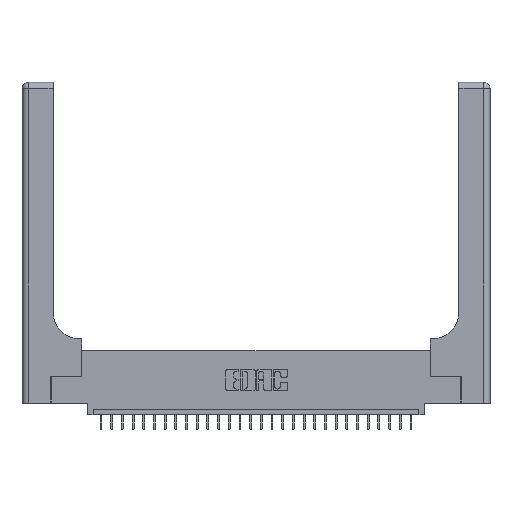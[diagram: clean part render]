
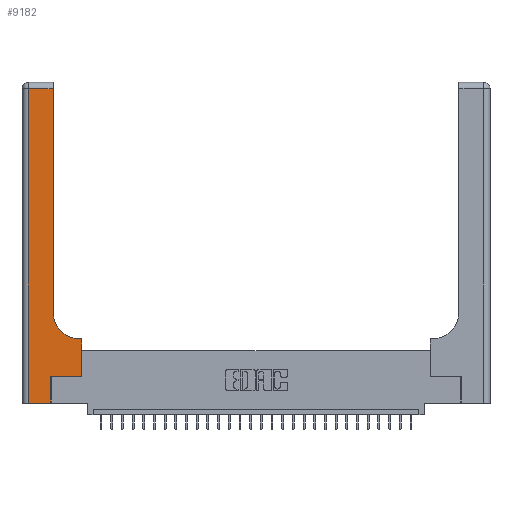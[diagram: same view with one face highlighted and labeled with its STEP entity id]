
A CAD part, top view. The second image highlights one B-rep face of the part: STEP entity #9182.
In plain terms, the highlighted planar face has unit normal (0, 0, 1).
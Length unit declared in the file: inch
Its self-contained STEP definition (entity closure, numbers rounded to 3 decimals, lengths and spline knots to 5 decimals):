
#432 = LINE ( 'NONE', #2664, #10801 ) ;
#556 = VERTEX_POINT ( 'NONE', #8468 ) ;
#586 = VECTOR ( 'NONE', #24822, 39.37008 ) ;
#844 = AXIS2_PLACEMENT_3D ( 'NONE', #8455, #1272, #17568 ) ;
#1272 = DIRECTION ( 'NONE',  ( 0., 0., -1. ) ) ;
#1550 = DIRECTION ( 'NONE',  ( 0., 1., 0. ) ) ;
#1628 = VERTEX_POINT ( 'NONE', #4652 ) ;
#1801 = VECTOR ( 'NONE', #9266, 39.37008 ) ;
#2381 = ORIENTED_EDGE ( 'NONE', *, *, #23819, .T. ) ;
#2587 = EDGE_CURVE ( 'NONE', #4711, #8982, #15949, .T. ) ;
#2664 = CARTESIAN_POINT ( 'NONE',  ( 0.2915, 0.6, 0.37 ) ) ;
#4117 = CARTESIAN_POINT ( 'NONE',  ( 0.269, 0.25, 0.37 ) ) ;
#4144 = EDGE_CURVE ( 'NONE', #23886, #22573, #13747, .T. ) ;
#4571 = DIRECTION ( 'NONE',  ( 1., 0., 0. ) ) ;
#4652 = CARTESIAN_POINT ( 'NONE',  ( 0.06, 2.94, 0.37 ) ) ;
#4711 = VERTEX_POINT ( 'NONE', #8514 ) ;
#5651 = ORIENTED_EDGE ( 'NONE', *, *, #21973, .T. ) ;
#6010 = EDGE_CURVE ( 'NONE', #1628, #4711, #18857, .T. ) ;
#6217 = EDGE_LOOP ( 'NONE', ( #5651, #25208, #15760, #9860, #18698, #2381, #24729, #10343, #15515 ) ) ;
#6424 = CARTESIAN_POINT ( 'NONE',  ( 0.269, 0., 0.37 ) ) ;
#6618 = VECTOR ( 'NONE', #4571, 39.37008 ) ;
#7380 = EDGE_CURVE ( 'NONE', #8982, #23619, #10628, .T. ) ;
#8292 = LINE ( 'NONE', #24443, #25792 ) ;
#8455 = CARTESIAN_POINT ( 'NONE',  ( 0.5415, 0.85, 0.37 ) ) ;
#8468 = CARTESIAN_POINT ( 'NONE',  ( 0.5585, 0.6, 0.37 ) ) ;
#8514 = CARTESIAN_POINT ( 'NONE',  ( 0.06, 0., 0.37 ) ) ;
#8982 = VERTEX_POINT ( 'NONE', #23998 ) ;
#9182 = ADVANCED_FACE ( 'NONE', ( #16345 ), #11442, .F. ) ;
#9266 = DIRECTION ( 'NONE',  ( -1., 0., 0. ) ) ;
#9860 = ORIENTED_EDGE ( 'NONE', *, *, #2587, .T. ) ;
#10343 = ORIENTED_EDGE ( 'NONE', *, *, #28835, .T. ) ;
#10628 = LINE ( 'NONE', #6424, #586 ) ;
#10801 = VECTOR ( 'NONE', #14200, 39.37008 ) ;
#11442 = PLANE ( 'NONE',  #29340 ) ;
#13747 = CIRCLE ( 'NONE', #844, 0.25 ) ;
#13967 = CARTESIAN_POINT ( 'NONE',  ( 0., 3., 0.37 ) ) ;
#14200 = DIRECTION ( 'NONE',  ( -1., 0., 0. ) ) ;
#14651 = VERTEX_POINT ( 'NONE', #19404 ) ;
#15515 = ORIENTED_EDGE ( 'NONE', *, *, #4144, .T. ) ;
#15739 = EDGE_CURVE ( 'NONE', #18702, #1628, #21363, .T. ) ;
#15760 = ORIENTED_EDGE ( 'NONE', *, *, #6010, .T. ) ;
#15949 = LINE ( 'NONE', #25084, #6618 ) ;
#16345 = FACE_OUTER_BOUND ( 'NONE', #6217, .T. ) ;
#16744 = CARTESIAN_POINT ( 'NONE',  ( 0.06, 3., 0.37 ) ) ;
#17568 = DIRECTION ( 'NONE',  ( 1., 0., 0. ) ) ;
#18698 = ORIENTED_EDGE ( 'NONE', *, *, #7380, .T. ) ;
#18702 = VERTEX_POINT ( 'NONE', #28345 ) ;
#18857 = LINE ( 'NONE', #16744, #21129 ) ;
#19125 = LINE ( 'NONE', #26159, #19146 ) ;
#19146 = VECTOR ( 'NONE', #23325, 39.37008 ) ;
#19404 = CARTESIAN_POINT ( 'NONE',  ( 0.5585, 0.25, 0.37 ) ) ;
#20031 = EDGE_CURVE ( 'NONE', #14651, #556, #8292, .T. ) ;
#20295 = CARTESIAN_POINT ( 'NONE',  ( 0.269, 0.25, 0.37 ) ) ;
#20375 = CARTESIAN_POINT ( 'NONE',  ( 0.2915, 0.85, 0.37 ) ) ;
#21129 = VECTOR ( 'NONE', #27990, 39.37008 ) ;
#21363 = LINE ( 'NONE', #27805, #1801 ) ;
#21973 = EDGE_CURVE ( 'NONE', #22573, #18702, #19125, .T. ) ;
#22573 = VERTEX_POINT ( 'NONE', #20375 ) ;
#23325 = DIRECTION ( 'NONE',  ( 0., 1., 0. ) ) ;
#23619 = VERTEX_POINT ( 'NONE', #20295 ) ;
#23819 = EDGE_CURVE ( 'NONE', #23619, #14651, #24021, .T. ) ;
#23886 = VERTEX_POINT ( 'NONE', #28523 ) ;
#23998 = CARTESIAN_POINT ( 'NONE',  ( 0.269, 0., 0.37 ) ) ;
#24021 = LINE ( 'NONE', #4117, #25383 ) ;
#24443 = CARTESIAN_POINT ( 'NONE',  ( 0.5585, 0.25, 0.37 ) ) ;
#24729 = ORIENTED_EDGE ( 'NONE', *, *, #20031, .T. ) ;
#24822 = DIRECTION ( 'NONE',  ( 0., 1., 0. ) ) ;
#25084 = CARTESIAN_POINT ( 'NONE',  ( 0., 0., 0.37 ) ) ;
#25208 = ORIENTED_EDGE ( 'NONE', *, *, #15739, .T. ) ;
#25383 = VECTOR ( 'NONE', #26868, 39.37008 ) ;
#25485 = DIRECTION ( 'NONE',  ( 0., 0., -1. ) ) ;
#25792 = VECTOR ( 'NONE', #1550, 39.37008 ) ;
#26159 = CARTESIAN_POINT ( 'NONE',  ( 0.2915, 3., 0.37 ) ) ;
#26868 = DIRECTION ( 'NONE',  ( 1., 0., 0. ) ) ;
#27289 = DIRECTION ( 'NONE',  ( -1., 0., 0. ) ) ;
#27805 = CARTESIAN_POINT ( 'NONE',  ( 0., 2.94, 0.37 ) ) ;
#27990 = DIRECTION ( 'NONE',  ( 0., -1., 0. ) ) ;
#28345 = CARTESIAN_POINT ( 'NONE',  ( 0.2915, 2.94, 0.37 ) ) ;
#28523 = CARTESIAN_POINT ( 'NONE',  ( 0.5415, 0.6, 0.37 ) ) ;
#28835 = EDGE_CURVE ( 'NONE', #556, #23886, #432, .T. ) ;
#29340 = AXIS2_PLACEMENT_3D ( 'NONE', #13967, #25485, #27289 ) ;
